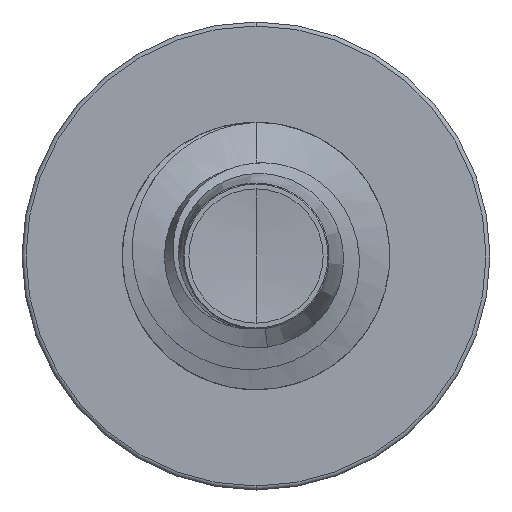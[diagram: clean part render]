
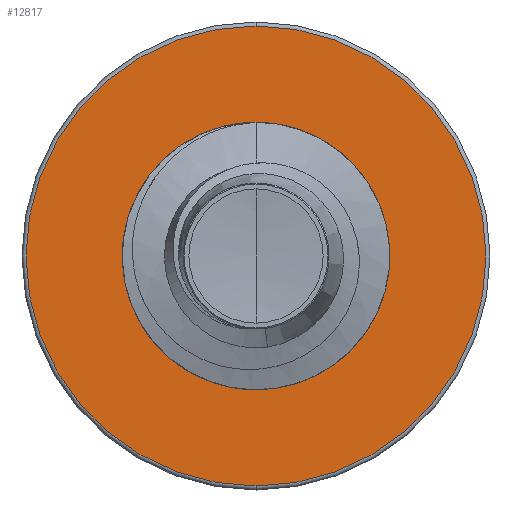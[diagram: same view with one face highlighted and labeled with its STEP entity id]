
A CAD part, front view. The second image highlights one B-rep face of the part: STEP entity #12817.
In plain terms, the highlighted planar face has unit normal (0, -1, 0).
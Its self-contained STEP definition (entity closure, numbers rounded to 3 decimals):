
#292 = DIRECTION ( 'NONE',  ( 0., 1., 0. ) ) ;
#339 = CARTESIAN_POINT ( 'NONE',  ( 0., 7., -1.989 ) ) ;
#595 = DIRECTION ( 'NONE',  ( 0., 0., 1. ) ) ;
#1014 = EDGE_CURVE ( 'NONE', #7842, #12505, #7617, .T. ) ;
#1153 = DIRECTION ( 'NONE',  ( 0., 0., 1. ) ) ;
#1450 = CARTESIAN_POINT ( 'NONE',  ( 0., 7., -3.44 ) ) ;
#1813 = EDGE_CURVE ( 'NONE', #4739, #9708, #11115, .T. ) ;
#2056 = PLANE ( 'NONE',  #6612 ) ;
#2325 = FACE_BOUND ( 'NONE', #10027, .T. ) ;
#2761 = FACE_OUTER_BOUND ( 'NONE', #2904, .T. ) ;
#2904 = EDGE_LOOP ( 'NONE', ( #8110, #13498 ) ) ;
#3046 = CARTESIAN_POINT ( 'NONE',  ( 0., 7., 0. ) ) ;
#3054 = DIRECTION ( 'NONE',  ( 0., 1., 0. ) ) ;
#3124 = EDGE_CURVE ( 'NONE', #12505, #7842, #8512, .T. ) ;
#4739 = VERTEX_POINT ( 'NONE', #339 ) ;
#4788 = AXIS2_PLACEMENT_3D ( 'NONE', #9713, #3054, #10628 ) ;
#5012 = CARTESIAN_POINT ( 'NONE',  ( 0., 7., 0. ) ) ;
#6119 = CARTESIAN_POINT ( 'NONE',  ( 0., 7., -1.989 ) ) ;
#6612 = AXIS2_PLACEMENT_3D ( 'NONE', #6119, #8187, #595 ) ;
#6835 = DIRECTION ( 'NONE',  ( 0., 0., 1. ) ) ;
#6857 = DIRECTION ( 'NONE',  ( 0., 1., 0. ) ) ;
#6861 = CARTESIAN_POINT ( 'NONE',  ( 0., 7., 0. ) ) ;
#7084 = CIRCLE ( 'NONE', #4788, 1.989 ) ;
#7260 = DIRECTION ( 'NONE',  ( 0., 0., 1. ) ) ;
#7303 = DIRECTION ( 'NONE',  ( 0., 1., 0. ) ) ;
#7411 = AXIS2_PLACEMENT_3D ( 'NONE', #5012, #7303, #7260 ) ;
#7617 = CIRCLE ( 'NONE', #7411, 3.44 ) ;
#7842 = VERTEX_POINT ( 'NONE', #7982 ) ;
#7982 = CARTESIAN_POINT ( 'NONE',  ( 0., 7., 3.44 ) ) ;
#7991 = CARTESIAN_POINT ( 'NONE',  ( 0., 7., 1.989 ) ) ;
#8110 = ORIENTED_EDGE ( 'NONE', *, *, #1014, .F. ) ;
#8187 = DIRECTION ( 'NONE',  ( 0., 1., 0. ) ) ;
#8512 = CIRCLE ( 'NONE', #9883, 3.44 ) ;
#9318 = ORIENTED_EDGE ( 'NONE', *, *, #1813, .T. ) ;
#9708 = VERTEX_POINT ( 'NONE', #7991 ) ;
#9713 = CARTESIAN_POINT ( 'NONE',  ( 0., 7., 0. ) ) ;
#9883 = AXIS2_PLACEMENT_3D ( 'NONE', #6861, #6857, #6835 ) ;
#10027 = EDGE_LOOP ( 'NONE', ( #11424, #9318 ) ) ;
#10354 = AXIS2_PLACEMENT_3D ( 'NONE', #3046, #292, #1153 ) ;
#10628 = DIRECTION ( 'NONE',  ( 0., 0., 1. ) ) ;
#11115 = CIRCLE ( 'NONE', #10354, 1.989 ) ;
#11424 = ORIENTED_EDGE ( 'NONE', *, *, #13191, .T. ) ;
#12505 = VERTEX_POINT ( 'NONE', #1450 ) ;
#12817 = ADVANCED_FACE ( 'NONE', ( #2761, #2325 ), #2056, .F. ) ;
#13191 = EDGE_CURVE ( 'NONE', #9708, #4739, #7084, .T. ) ;
#13498 = ORIENTED_EDGE ( 'NONE', *, *, #3124, .F. ) ;
